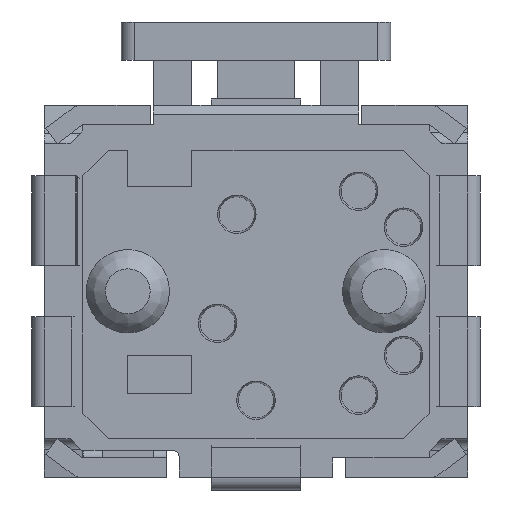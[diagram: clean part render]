
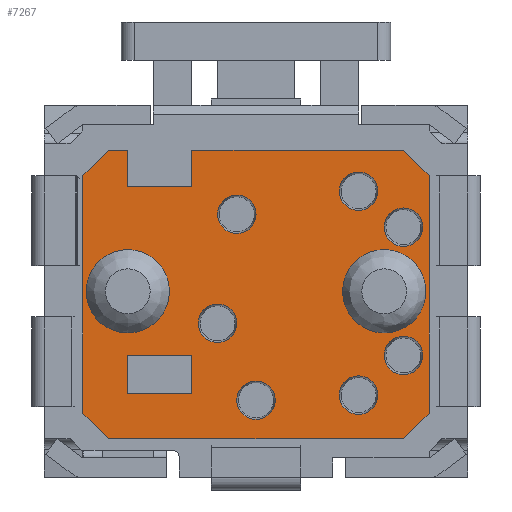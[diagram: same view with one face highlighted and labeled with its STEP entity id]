
A CAD part, front view. The second image highlights one B-rep face of the part: STEP entity #7267.
In plain terms, the highlighted planar face has unit normal (0, -1, 0).
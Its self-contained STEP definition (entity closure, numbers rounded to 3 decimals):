
#165=FACE_BOUND('',#759,.T.);
#166=FACE_BOUND('',#760,.T.);
#167=FACE_BOUND('',#761,.T.);
#168=FACE_BOUND('',#762,.T.);
#169=FACE_BOUND('',#763,.T.);
#170=FACE_BOUND('',#764,.T.);
#171=FACE_BOUND('',#765,.T.);
#172=FACE_BOUND('',#766,.T.);
#173=FACE_BOUND('',#767,.T.);
#174=FACE_BOUND('',#768,.T.);
#181=CIRCLE('',#7729,0.325);
#182=CIRCLE('',#7730,0.15);
#183=CIRCLE('',#7731,0.15);
#184=CIRCLE('',#7732,0.15);
#185=CIRCLE('',#7733,0.15);
#186=CIRCLE('',#7734,0.15);
#187=CIRCLE('',#7735,0.15);
#188=CIRCLE('',#7736,0.15);
#189=CIRCLE('',#7737,0.325);
#354=FACE_OUTER_BOUND('',#758,.T.);
#758=EDGE_LOOP('',(#4772,#4773,#4774,#4775,#4776,#4777,#4778,#4779,#4780,
#4781,#4782,#4783));
#759=EDGE_LOOP('',(#4784));
#760=EDGE_LOOP('',(#4785));
#761=EDGE_LOOP('',(#4786));
#762=EDGE_LOOP('',(#4787));
#763=EDGE_LOOP('',(#4788));
#764=EDGE_LOOP('',(#4789));
#765=EDGE_LOOP('',(#4790));
#766=EDGE_LOOP('',(#4791));
#767=EDGE_LOOP('',(#4792));
#768=EDGE_LOOP('',(#4793,#4794,#4795,#4796));
#1178=LINE('',#10435,#2073);
#1179=LINE('',#10437,#2074);
#1180=LINE('',#10439,#2075);
#1181=LINE('',#10441,#2076);
#1182=LINE('',#10443,#2077);
#1183=LINE('',#10445,#2078);
#1184=LINE('',#10447,#2079);
#1185=LINE('',#10449,#2080);
#1186=LINE('',#10451,#2081);
#1187=LINE('',#10453,#2082);
#1188=LINE('',#10455,#2083);
#1189=LINE('',#10456,#2084);
#1190=LINE('',#10477,#2085);
#1191=LINE('',#10479,#2086);
#1192=LINE('',#10481,#2087);
#1193=LINE('',#10482,#2088);
#2073=VECTOR('',#8336,0.285);
#2074=VECTOR('',#8337,0.15);
#2075=VECTOR('',#8338,0.283);
#2076=VECTOR('',#8339,1.85);
#2077=VECTOR('',#8340,0.283);
#2078=VECTOR('',#8341,2.3);
#2079=VECTOR('',#8342,0.283);
#2080=VECTOR('',#8343,1.85);
#2081=VECTOR('',#8344,0.283);
#2082=VECTOR('',#8345,1.65);
#2083=VECTOR('',#8346,0.285);
#2084=VECTOR('',#8347,0.5);
#2085=VECTOR('',#8366,0.5);
#2086=VECTOR('',#8367,0.3);
#2087=VECTOR('',#8368,0.5);
#2088=VECTOR('',#8369,0.3);
#2968=VERTEX_POINT('',#10433);
#2969=VERTEX_POINT('',#10434);
#2970=VERTEX_POINT('',#10436);
#2971=VERTEX_POINT('',#10438);
#2972=VERTEX_POINT('',#10440);
#2973=VERTEX_POINT('',#10442);
#2974=VERTEX_POINT('',#10444);
#2975=VERTEX_POINT('',#10446);
#2976=VERTEX_POINT('',#10448);
#2977=VERTEX_POINT('',#10450);
#2978=VERTEX_POINT('',#10452);
#2979=VERTEX_POINT('',#10454);
#2980=VERTEX_POINT('',#10457);
#2981=VERTEX_POINT('',#10459);
#2982=VERTEX_POINT('',#10461);
#2983=VERTEX_POINT('',#10463);
#2984=VERTEX_POINT('',#10465);
#2985=VERTEX_POINT('',#10467);
#2986=VERTEX_POINT('',#10469);
#2987=VERTEX_POINT('',#10471);
#2988=VERTEX_POINT('',#10473);
#2989=VERTEX_POINT('',#10475);
#2990=VERTEX_POINT('',#10476);
#2991=VERTEX_POINT('',#10478);
#2992=VERTEX_POINT('',#10480);
#3683=EDGE_CURVE('',#2968,#2969,#1178,.T.);
#3684=EDGE_CURVE('',#2970,#2968,#1179,.T.);
#3685=EDGE_CURVE('',#2971,#2970,#1180,.T.);
#3686=EDGE_CURVE('',#2972,#2971,#1181,.T.);
#3687=EDGE_CURVE('',#2973,#2972,#1182,.T.);
#3688=EDGE_CURVE('',#2974,#2973,#1183,.T.);
#3689=EDGE_CURVE('',#2975,#2974,#1184,.T.);
#3690=EDGE_CURVE('',#2976,#2975,#1185,.T.);
#3691=EDGE_CURVE('',#2977,#2976,#1186,.T.);
#3692=EDGE_CURVE('',#2978,#2977,#1187,.T.);
#3693=EDGE_CURVE('',#2979,#2978,#1188,.T.);
#3694=EDGE_CURVE('',#2969,#2979,#1189,.T.);
#3695=EDGE_CURVE('',#2980,#2980,#181,.T.);
#3696=EDGE_CURVE('',#2981,#2981,#182,.T.);
#3697=EDGE_CURVE('',#2982,#2982,#183,.T.);
#3698=EDGE_CURVE('',#2983,#2983,#184,.T.);
#3699=EDGE_CURVE('',#2984,#2984,#185,.T.);
#3700=EDGE_CURVE('',#2985,#2985,#186,.T.);
#3701=EDGE_CURVE('',#2986,#2986,#187,.T.);
#3702=EDGE_CURVE('',#2987,#2987,#188,.T.);
#3703=EDGE_CURVE('',#2988,#2988,#189,.T.);
#3704=EDGE_CURVE('',#2989,#2990,#1190,.T.);
#3705=EDGE_CURVE('',#2991,#2989,#1191,.T.);
#3706=EDGE_CURVE('',#2992,#2991,#1192,.T.);
#3707=EDGE_CURVE('',#2990,#2992,#1193,.T.);
#4772=ORIENTED_EDGE('',*,*,#3683,.F.);
#4773=ORIENTED_EDGE('',*,*,#3684,.F.);
#4774=ORIENTED_EDGE('',*,*,#3685,.F.);
#4775=ORIENTED_EDGE('',*,*,#3686,.F.);
#4776=ORIENTED_EDGE('',*,*,#3687,.F.);
#4777=ORIENTED_EDGE('',*,*,#3688,.F.);
#4778=ORIENTED_EDGE('',*,*,#3689,.F.);
#4779=ORIENTED_EDGE('',*,*,#3690,.F.);
#4780=ORIENTED_EDGE('',*,*,#3691,.F.);
#4781=ORIENTED_EDGE('',*,*,#3692,.F.);
#4782=ORIENTED_EDGE('',*,*,#3693,.F.);
#4783=ORIENTED_EDGE('',*,*,#3694,.F.);
#4784=ORIENTED_EDGE('',*,*,#3695,.T.);
#4785=ORIENTED_EDGE('',*,*,#3696,.T.);
#4786=ORIENTED_EDGE('',*,*,#3697,.T.);
#4787=ORIENTED_EDGE('',*,*,#3698,.T.);
#4788=ORIENTED_EDGE('',*,*,#3699,.T.);
#4789=ORIENTED_EDGE('',*,*,#3700,.T.);
#4790=ORIENTED_EDGE('',*,*,#3701,.T.);
#4791=ORIENTED_EDGE('',*,*,#3702,.T.);
#4792=ORIENTED_EDGE('',*,*,#3703,.T.);
#4793=ORIENTED_EDGE('',*,*,#3704,.F.);
#4794=ORIENTED_EDGE('',*,*,#3705,.F.);
#4795=ORIENTED_EDGE('',*,*,#3706,.F.);
#4796=ORIENTED_EDGE('',*,*,#3707,.F.);
#6950=PLANE('',#7728);
#7267=ADVANCED_FACE('',(#354,#165,#166,#167,#168,#169,#170,#171,#172,#173,
#174),#6950,.F.);
#7728=AXIS2_PLACEMENT_3D('',#10432,#8334,#8335);
#7729=AXIS2_PLACEMENT_3D('',#10458,#8348,#8349);
#7730=AXIS2_PLACEMENT_3D('',#10460,#8350,#8351);
#7731=AXIS2_PLACEMENT_3D('',#10462,#8352,#8353);
#7732=AXIS2_PLACEMENT_3D('',#10464,#8354,#8355);
#7733=AXIS2_PLACEMENT_3D('',#10466,#8356,#8357);
#7734=AXIS2_PLACEMENT_3D('',#10468,#8358,#8359);
#7735=AXIS2_PLACEMENT_3D('',#10470,#8360,#8361);
#7736=AXIS2_PLACEMENT_3D('',#10472,#8362,#8363);
#7737=AXIS2_PLACEMENT_3D('',#10474,#8364,#8365);
#8334=DIRECTION('center_axis',(0.,1.,0.));
#8335=DIRECTION('ref_axis',(1.,0.,0.));
#8336=DIRECTION('',(0.,0.,-1.));
#8337=DIRECTION('',(1.,0.,0.));
#8338=DIRECTION('',(0.707,0.,0.707));
#8339=DIRECTION('',(0.,0.,1.));
#8340=DIRECTION('',(-0.707,0.,0.707));
#8341=DIRECTION('',(-1.,0.,0.));
#8342=DIRECTION('',(-0.707,0.,-0.707));
#8343=DIRECTION('',(0.,0.,-1.));
#8344=DIRECTION('',(0.707,0.,-0.707));
#8345=DIRECTION('',(1.,0.,0.));
#8346=DIRECTION('',(0.,0.,1.));
#8347=DIRECTION('',(1.,0.,0.));
#8348=DIRECTION('center_axis',(0.,1.,0.));
#8349=DIRECTION('ref_axis',(1.,0.,0.));
#8350=DIRECTION('center_axis',(0.,1.,0.));
#8351=DIRECTION('ref_axis',(-1.,0.,0.));
#8352=DIRECTION('center_axis',(0.,1.,0.));
#8353=DIRECTION('ref_axis',(-1.,0.,0.));
#8354=DIRECTION('center_axis',(0.,1.,0.));
#8355=DIRECTION('ref_axis',(-1.,0.,0.));
#8356=DIRECTION('center_axis',(0.,1.,0.));
#8357=DIRECTION('ref_axis',(-1.,0.,0.));
#8358=DIRECTION('center_axis',(0.,1.,0.));
#8359=DIRECTION('ref_axis',(-1.,0.,0.));
#8360=DIRECTION('center_axis',(0.,1.,0.));
#8361=DIRECTION('ref_axis',(-1.,0.,0.));
#8362=DIRECTION('center_axis',(0.,1.,0.));
#8363=DIRECTION('ref_axis',(-1.,0.,0.));
#8364=DIRECTION('center_axis',(0.,1.,0.));
#8365=DIRECTION('ref_axis',(1.,0.,0.));
#8366=DIRECTION('',(1.,0.,0.));
#8367=DIRECTION('',(0.,0.,-1.));
#8368=DIRECTION('',(-1.,0.,0.));
#8369=DIRECTION('',(0.,0.,1.));
#10432=CARTESIAN_POINT('Origin',(0.,0.,0.));
#10433=CARTESIAN_POINT('',(-1.,0.,1.1));
#10434=CARTESIAN_POINT('',(-1.,0.,0.815));
#10435=CARTESIAN_POINT('',(-1.,0.,1.1));
#10436=CARTESIAN_POINT('',(-1.15,0.,1.1));
#10437=CARTESIAN_POINT('',(-1.15,0.,1.1));
#10438=CARTESIAN_POINT('',(-1.35,0.,0.9));
#10439=CARTESIAN_POINT('',(-1.35,0.,0.9));
#10440=CARTESIAN_POINT('',(-1.35,0.,-0.95));
#10441=CARTESIAN_POINT('',(-1.35,0.,-0.95));
#10442=CARTESIAN_POINT('',(-1.15,0.,-1.15));
#10443=CARTESIAN_POINT('',(-1.15,0.,-1.15));
#10444=CARTESIAN_POINT('',(1.15,0.,-1.15));
#10445=CARTESIAN_POINT('',(1.15,0.,-1.15));
#10446=CARTESIAN_POINT('',(1.35,0.,-0.95));
#10447=CARTESIAN_POINT('',(1.35,0.,-0.95));
#10448=CARTESIAN_POINT('',(1.35,0.,0.9));
#10449=CARTESIAN_POINT('',(1.35,0.,0.9));
#10450=CARTESIAN_POINT('',(1.15,0.,1.1));
#10451=CARTESIAN_POINT('',(1.15,0.,1.1));
#10452=CARTESIAN_POINT('',(-0.5,0.,1.1));
#10453=CARTESIAN_POINT('',(-0.5,0.,1.1));
#10454=CARTESIAN_POINT('',(-0.5,0.,0.815));
#10455=CARTESIAN_POINT('',(-0.5,0.,0.815));
#10456=CARTESIAN_POINT('',(-1.,0.,0.815));
#10457=CARTESIAN_POINT('',(0.675,0.,0.));
#10458=CARTESIAN_POINT('Origin',(1.,0.,0.));
#10459=CARTESIAN_POINT('',(-0.15,0.,0.75));
#10460=CARTESIAN_POINT('Origin',(-0.15,0.,0.6));
#10461=CARTESIAN_POINT('',(-0.3,0.,-0.1));
#10462=CARTESIAN_POINT('Origin',(-0.3,0.,-0.25));
#10463=CARTESIAN_POINT('',(0.,0.,-0.7));
#10464=CARTESIAN_POINT('Origin',(0.,0.,-0.85));
#10465=CARTESIAN_POINT('',(0.8,0.,0.93));
#10466=CARTESIAN_POINT('Origin',(0.8,0.,0.78));
#10467=CARTESIAN_POINT('',(1.15,0.,0.65));
#10468=CARTESIAN_POINT('Origin',(1.15,0.,0.5));
#10469=CARTESIAN_POINT('',(1.15,0.,-0.35));
#10470=CARTESIAN_POINT('Origin',(1.15,0.,-0.5));
#10471=CARTESIAN_POINT('',(0.8,0.,-0.66));
#10472=CARTESIAN_POINT('Origin',(0.8,0.,-0.81));
#10473=CARTESIAN_POINT('',(-1.325,0.,0.));
#10474=CARTESIAN_POINT('Origin',(-1.,0.,0.));
#10475=CARTESIAN_POINT('',(-1.,0.,-0.8));
#10476=CARTESIAN_POINT('',(-0.5,0.,-0.8));
#10477=CARTESIAN_POINT('',(-1.,0.,-0.8));
#10478=CARTESIAN_POINT('',(-1.,0.,-0.5));
#10479=CARTESIAN_POINT('',(-1.,0.,-0.5));
#10480=CARTESIAN_POINT('',(-0.5,0.,-0.5));
#10481=CARTESIAN_POINT('',(-0.5,0.,-0.5));
#10482=CARTESIAN_POINT('',(-0.5,0.,-0.8));
